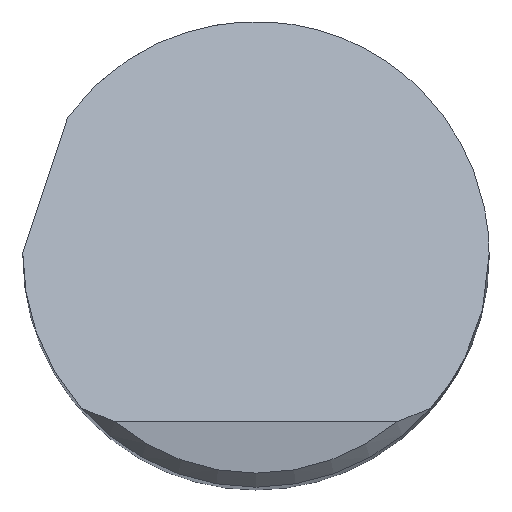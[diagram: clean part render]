
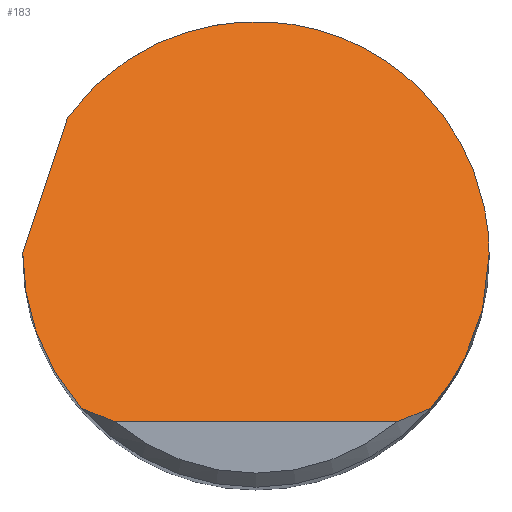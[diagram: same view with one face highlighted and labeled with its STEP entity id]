
A CAD part, top view. The second image highlights one B-rep face of the part: STEP entity #183.
In plain terms, the highlighted planar face has unit normal (0, 0.707, 0.707).
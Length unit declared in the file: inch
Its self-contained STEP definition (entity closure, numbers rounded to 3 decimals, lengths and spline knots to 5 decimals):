
#4 = EDGE_CURVE ( 'NONE', #783, #288, #727, .T. ) ;
#12 = CARTESIAN_POINT ( 'NONE',  ( -0.25, -0.18, 2.5 ) ) ;
#29 = VERTEX_POINT ( 'NONE', #615 ) ;
#52 = EDGE_CURVE ( 'NONE', #272, #783, #589, .T. ) ;
#62 = DIRECTION ( 'NONE',  ( 0., -0.707, -0.707 ) ) ;
#92 = CARTESIAN_POINT ( 'NONE',  ( -0.20198, 0.14732, 2.17268 ) ) ;
#94 = ORIENTED_EDGE ( 'NONE', *, *, #769, .T. ) ;
#110 = CARTESIAN_POINT ( 'NONE',  ( -0.16367, -0.17542, 2.49542 ) ) ;
#112 = VERTEX_POINT ( 'NONE', #545 ) ;
#126 = CARTESIAN_POINT ( 'NONE',  ( -0.25, -0.06141, 2.38141 ) ) ;
#152 = CARTESIAN_POINT ( 'NONE',  ( 0., -0.18, 2.5 ) ) ;
#163 = LINE ( 'NONE', #152, #789 ) ;
#166 = VERTEX_POINT ( 'NONE', #188 ) ;
#178 = CARTESIAN_POINT ( 'NONE',  ( 0.25, 0.29348, 2.02652 ) ) ;
#180 = CARTESIAN_POINT ( 'NONE',  ( 0.18782, -0.165, 2.485 ) ) ;
#183 = ADVANCED_FACE ( 'NONE', ( #372 ), #382, .F. ) ;
#187 = CARTESIAN_POINT ( 'NONE',  ( 0.16367, -0.17542, 2.49542 ) ) ;
#188 = CARTESIAN_POINT ( 'NONE',  ( -0.15108, -0.18, 2.5 ) ) ;
#206 = DIRECTION ( 'NONE',  ( 0.227, 0.689, -0.689 ) ) ;
#244 = CARTESIAN_POINT ( 'NONE',  ( 0.25, 0., 2.32 ) ) ;
#262 = CARTESIAN_POINT ( 'NONE',  ( -0.18782, -0.165, 2.485 ) ) ;
#269 = VERTEX_POINT ( 'NONE', #244 ) ;
#272 = VERTEX_POINT ( 'NONE', #761 ) ;
#288 = VERTEX_POINT ( 'NONE', #92 ) ;
#293 = EDGE_LOOP ( 'NONE', ( #94, #331, #739, #796, #655, #354, #618, #744 ) ) ;
#308 = CARTESIAN_POINT ( 'NONE',  ( 0.18782, -0.165, 2.485 ) ) ;
#312 = CARTESIAN_POINT ( 'NONE',  ( -0.18782, -0.165, 2.485 ) ) ;
#331 = ORIENTED_EDGE ( 'NONE', *, *, #606, .T. ) ;
#336 = DIRECTION ( 'NONE',  ( 1., 0., 0. ) ) ;
#350 = CARTESIAN_POINT ( 'NONE',  ( -0.17589, -0.1704, 2.4904 ) ) ;
#354 = ORIENTED_EDGE ( 'NONE', *, *, #52, .F. ) ;
#371 = CARTESIAN_POINT ( 'NONE',  ( 0.22834, -0.11887, 2.43887 ) ) ;
#372 = FACE_OUTER_BOUND ( 'NONE', #293, .T. ) ;
#382 = PLANE ( 'NONE',  #478 ) ;
#411 = CARTESIAN_POINT ( 'NONE',  ( -0.25, 0.00067, 2.31933 ) ) ;
#430 = DIRECTION ( 'NONE',  ( 0., 0.707, -0.707 ) ) ;
#440 = CARTESIAN_POINT ( 'NONE',  ( 0.17589, -0.1704, 2.4904 ) ) ;
#478 = AXIS2_PLACEMENT_3D ( 'NONE', #12, #62, #430 ) ;
#495 = EDGE_CURVE ( 'NONE', #748, #166, #566, .T. ) ;
#498 = CARTESIAN_POINT ( 'NONE',  ( 0.15108, -0.18, 2.5 ) ) ;
#541 = EDGE_CURVE ( 'NONE', #748, #272, #770, .T. ) ;
#545 = CARTESIAN_POINT ( 'NONE',  ( 0.18782, -0.165, 2.485 ) ) ;
#561 = CARTESIAN_POINT ( 'NONE',  ( 0.25, 0., 2.32 ) ) ;
#562 =( BOUNDED_CURVE ( )  B_SPLINE_CURVE ( 3, ( #699, #756, #371, #180 ),
 .UNSPECIFIED., .F., .F. ) 
 B_SPLINE_CURVE_WITH_KNOTS ( ( 4, 4 ),
 ( 1.5708, 2.29162 ),
 .UNSPECIFIED. ) 
 CURVE ( )  GEOMETRIC_REPRESENTATION_ITEM ( )  RATIONAL_B_SPLINE_CURVE ( ( 1., 0.957, 0.957, 1. ) ) 
 REPRESENTATION_ITEM ( '' )  );
#566 = B_SPLINE_CURVE_WITH_KNOTS ( 'NONE', 3,
 ( #683, #350, #110, #617 ),
 .UNSPECIFIED., .F., .F.,
 ( 4, 4 ),
 ( 0., 0.00108 ),
 .UNSPECIFIED. ) ;
#573 = VECTOR ( 'NONE', #206, 39.37008 ) ;
#584 = CARTESIAN_POINT ( 'NONE',  ( -0.30701, -0.17058, 2.49058 ) ) ;
#589 =( BOUNDED_CURVE ( )  B_SPLINE_CURVE ( 3, ( #685, #411, #674, #821 ),
 .UNSPECIFIED., .F., .F. ) 
 B_SPLINE_CURVE_WITH_KNOTS ( ( 4, 4 ),
 ( 4.71239, 4.72039 ),
 .UNSPECIFIED. ) 
 CURVE ( )  GEOMETRIC_REPRESENTATION_ITEM ( )  RATIONAL_B_SPLINE_CURVE ( ( 1., 1., 1., 1. ) ) 
 REPRESENTATION_ITEM ( '' )  );
#606 = EDGE_CURVE ( 'NONE', #29, #112, #717, .T. ) ;
#612 = EDGE_CURVE ( 'NONE', #288, #269, #707, .T. ) ;
#615 = CARTESIAN_POINT ( 'NONE',  ( 0.15108, -0.18, 2.5 ) ) ;
#617 = CARTESIAN_POINT ( 'NONE',  ( -0.15108, -0.18, 2.5 ) ) ;
#618 = ORIENTED_EDGE ( 'NONE', *, *, #541, .F. ) ;
#620 = EDGE_CURVE ( 'NONE', #269, #112, #562, .T. ) ;
#624 = CARTESIAN_POINT ( 'NONE',  ( -0.25, 0., 2.32 ) ) ;
#655 = ORIENTED_EDGE ( 'NONE', *, *, #4, .F. ) ;
#674 = CARTESIAN_POINT ( 'NONE',  ( -0.25, 0.00133, 2.31867 ) ) ;
#683 = CARTESIAN_POINT ( 'NONE',  ( -0.18782, -0.165, 2.485 ) ) ;
#685 = CARTESIAN_POINT ( 'NONE',  ( -0.25, 0., 2.32 ) ) ;
#699 = CARTESIAN_POINT ( 'NONE',  ( 0.25, 0., 2.32 ) ) ;
#707 =( BOUNDED_CURVE ( )  B_SPLINE_CURVE ( 3, ( #755, #760, #178, #561 ),
 .UNSPECIFIED., .F., .T. ) 
 B_SPLINE_CURVE_WITH_KNOTS ( ( 4, 4 ),
 ( 5.34257, 7.85398 ),
 .UNSPECIFIED. ) 
 CURVE ( )  GEOMETRIC_REPRESENTATION_ITEM ( )  RATIONAL_B_SPLINE_CURVE ( ( 1., 0.54, 0.54, 1. ) ) 
 REPRESENTATION_ITEM ( '' )  );
#717 = B_SPLINE_CURVE_WITH_KNOTS ( 'NONE', 3,
 ( #498, #187, #440, #308 ),
 .UNSPECIFIED., .F., .F.,
 ( 4, 4 ),
 ( 0., 0.00108 ),
 .UNSPECIFIED. ) ;
#727 = LINE ( 'NONE', #584, #573 ) ;
#739 = ORIENTED_EDGE ( 'NONE', *, *, #620, .F. ) ;
#744 = ORIENTED_EDGE ( 'NONE', *, *, #495, .T. ) ;
#748 = VERTEX_POINT ( 'NONE', #262 ) ;
#755 = CARTESIAN_POINT ( 'NONE',  ( -0.20198, 0.14732, 2.17268 ) ) ;
#756 = CARTESIAN_POINT ( 'NONE',  ( 0.25, -0.06141, 2.38141 ) ) ;
#760 = CARTESIAN_POINT ( 'NONE',  ( -0.02903, 0.38443, 1.93557 ) ) ;
#761 = CARTESIAN_POINT ( 'NONE',  ( -0.25, 0., 2.32 ) ) ;
#766 = CARTESIAN_POINT ( 'NONE',  ( -0.22834, -0.11887, 2.43887 ) ) ;
#769 = EDGE_CURVE ( 'NONE', #166, #29, #163, .T. ) ;
#770 =( BOUNDED_CURVE ( )  B_SPLINE_CURVE ( 3, ( #312, #766, #126, #624 ),
 .UNSPECIFIED., .F., .T. ) 
 B_SPLINE_CURVE_WITH_KNOTS ( ( 4, 4 ),
 ( 3.99157, 4.71239 ),
 .UNSPECIFIED. ) 
 CURVE ( )  GEOMETRIC_REPRESENTATION_ITEM ( )  RATIONAL_B_SPLINE_CURVE ( ( 1., 0.957, 0.957, 1. ) ) 
 REPRESENTATION_ITEM ( '' )  );
#783 = VERTEX_POINT ( 'NONE', #815 ) ;
#789 = VECTOR ( 'NONE', #336, 39.37008 ) ;
#796 = ORIENTED_EDGE ( 'NONE', *, *, #612, .F. ) ;
#815 = CARTESIAN_POINT ( 'NONE',  ( -0.24999, 0.002, 2.318 ) ) ;
#821 = CARTESIAN_POINT ( 'NONE',  ( -0.24999, 0.002, 2.318 ) ) ;
